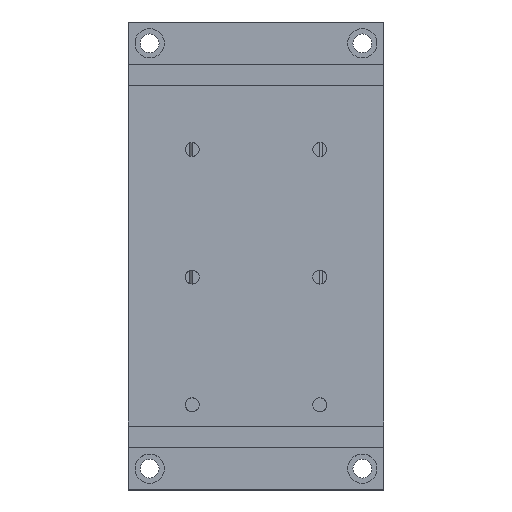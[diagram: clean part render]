
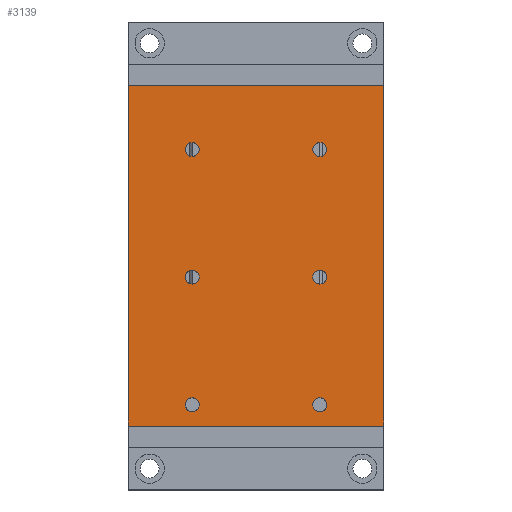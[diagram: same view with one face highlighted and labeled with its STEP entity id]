
A CAD part, top view. The second image highlights one B-rep face of the part: STEP entity #3139.
In plain terms, the highlighted planar face has unit normal (0, 0, 1).
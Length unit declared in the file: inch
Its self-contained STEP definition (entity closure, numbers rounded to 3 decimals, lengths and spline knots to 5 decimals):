
#1828=CARTESIAN_POINT('',(-0.668,-1.75,0.4125));
#1829=VERTEX_POINT('',#1828);
#1862=CARTESIAN_POINT('',(-0.832,-1.75,0.4125));
#1863=VERTEX_POINT('',#1862);
#1870=CARTESIAN_POINT('',(-0.75,-1.75,0.4125));
#1871=DIRECTION('',(0.0,0.0,-1.0));
#1872=DIRECTION('',(1.0,0.0,0.0));
#1873=AXIS2_PLACEMENT_3D('',#1870,#1871,#1872);
#1874=CIRCLE('',#1873,0.082);
#1875=EDGE_CURVE('',#1829,#1863,#1874,.T.);
#1908=CARTESIAN_POINT('',(0.832,1.25,0.4125));
#1909=VERTEX_POINT('',#1908);
#1934=CARTESIAN_POINT('',(0.668,1.25,0.4125));
#1935=VERTEX_POINT('',#1934);
#1942=CARTESIAN_POINT('',(0.75,1.25,0.4125));
#1943=DIRECTION('',(0.0,0.0,-1.0));
#1944=DIRECTION('',(1.0,0.0,0.0));
#1945=AXIS2_PLACEMENT_3D('',#1942,#1943,#1944);
#1946=CIRCLE('',#1945,0.082);
#1947=EDGE_CURVE('',#1909,#1935,#1946,.T.);
#1980=CARTESIAN_POINT('',(0.832,-1.75,0.4125));
#1981=VERTEX_POINT('',#1980);
#2006=CARTESIAN_POINT('',(0.668,-1.75,0.4125));
#2007=VERTEX_POINT('',#2006);
#2014=CARTESIAN_POINT('',(0.75,-1.75,0.4125));
#2015=DIRECTION('',(0.0,0.0,-1.0));
#2016=DIRECTION('',(1.0,0.0,0.0));
#2017=AXIS2_PLACEMENT_3D('',#2014,#2015,#2016);
#2018=CIRCLE('',#2017,0.082);
#2019=EDGE_CURVE('',#1981,#2007,#2018,.T.);
#2052=CARTESIAN_POINT('',(-0.668,-0.25,0.4125));
#2053=VERTEX_POINT('',#2052);
#2086=CARTESIAN_POINT('',(-0.832,-0.25,0.4125));
#2087=VERTEX_POINT('',#2086);
#2094=CARTESIAN_POINT('',(-0.75,-0.25,0.4125));
#2095=DIRECTION('',(0.0,0.0,-1.0));
#2096=DIRECTION('',(1.0,0.0,0.0));
#2097=AXIS2_PLACEMENT_3D('',#2094,#2095,#2096);
#2098=CIRCLE('',#2097,0.082);
#2099=EDGE_CURVE('',#2053,#2087,#2098,.T.);
#2132=CARTESIAN_POINT('',(0.832,-0.25,0.4125));
#2133=VERTEX_POINT('',#2132);
#2158=CARTESIAN_POINT('',(0.668,-0.25,0.4125));
#2159=VERTEX_POINT('',#2158);
#2166=CARTESIAN_POINT('',(0.75,-0.25,0.4125));
#2167=DIRECTION('',(0.0,0.0,-1.0));
#2168=DIRECTION('',(1.0,0.0,0.0));
#2169=AXIS2_PLACEMENT_3D('',#2166,#2167,#2168);
#2170=CIRCLE('',#2169,0.082);
#2171=EDGE_CURVE('',#2133,#2159,#2170,.T.);
#2204=CARTESIAN_POINT('',(-0.668,1.25,0.4125));
#2205=VERTEX_POINT('',#2204);
#2238=CARTESIAN_POINT('',(-0.832,1.25,0.4125));
#2239=VERTEX_POINT('',#2238);
#2246=CARTESIAN_POINT('',(-0.75,1.25,0.4125));
#2247=DIRECTION('',(0.0,0.0,-1.0));
#2248=DIRECTION('',(1.0,0.0,0.0));
#2249=AXIS2_PLACEMENT_3D('',#2246,#2247,#2248);
#2250=CIRCLE('',#2249,0.082);
#2251=EDGE_CURVE('',#2205,#2239,#2250,.T.);
#2283=CARTESIAN_POINT('',(-0.75,1.25,0.4125));
#2284=DIRECTION('',(0.0,0.0,-1.0));
#2285=DIRECTION('',(1.0,0.0,0.0));
#2286=AXIS2_PLACEMENT_3D('',#2283,#2284,#2285);
#2287=CIRCLE('',#2286,0.082);
#2288=EDGE_CURVE('',#2239,#2205,#2287,.T.);
#2369=CARTESIAN_POINT('',(0.75,-0.25,0.4125));
#2370=DIRECTION('',(0.0,0.0,-1.0));
#2371=DIRECTION('',(1.0,0.0,0.0));
#2372=AXIS2_PLACEMENT_3D('',#2369,#2370,#2371);
#2373=CIRCLE('',#2372,0.082);
#2374=EDGE_CURVE('',#2159,#2133,#2373,.T.);
#2415=CARTESIAN_POINT('',(-0.75,-0.25,0.4125));
#2416=DIRECTION('',(0.0,0.0,-1.0));
#2417=DIRECTION('',(1.0,0.0,0.0));
#2418=AXIS2_PLACEMENT_3D('',#2415,#2416,#2417);
#2419=CIRCLE('',#2418,0.082);
#2420=EDGE_CURVE('',#2087,#2053,#2419,.T.);
#2501=CARTESIAN_POINT('',(0.75,-1.75,0.4125));
#2502=DIRECTION('',(0.0,0.0,-1.0));
#2503=DIRECTION('',(1.0,0.0,0.0));
#2504=AXIS2_PLACEMENT_3D('',#2501,#2502,#2503);
#2505=CIRCLE('',#2504,0.082);
#2506=EDGE_CURVE('',#2007,#1981,#2505,.T.);
#2571=CARTESIAN_POINT('',(0.75,1.25,0.4125));
#2572=DIRECTION('',(0.0,0.0,-1.0));
#2573=DIRECTION('',(1.0,0.0,0.0));
#2574=AXIS2_PLACEMENT_3D('',#2571,#2572,#2573);
#2575=CIRCLE('',#2574,0.082);
#2576=EDGE_CURVE('',#1935,#1909,#2575,.T.);
#2814=CARTESIAN_POINT('',(-0.75,-1.75,0.4125));
#2815=DIRECTION('',(0.0,0.0,-1.0));
#2816=DIRECTION('',(1.0,0.0,0.0));
#2817=AXIS2_PLACEMENT_3D('',#2814,#2815,#2816);
#2818=CIRCLE('',#2817,0.082);
#2819=EDGE_CURVE('',#1863,#1829,#2818,.T.);
#3059=CARTESIAN_POINT('',(1.5,2.,0.4125));
#3060=VERTEX_POINT('',#3059);
#3067=CARTESIAN_POINT('',(1.5,-2.0,0.4125));
#3068=VERTEX_POINT('',#3067);
#3069=CARTESIAN_POINT('',(1.5,-2.0,0.4125));
#3070=DIRECTION('',(0.0,1.0,0.0));
#3071=VECTOR('',#3070,4.);
#3072=LINE('',#3069,#3071);
#3073=EDGE_CURVE('',#3068,#3060,#3072,.T.);
#3085=CARTESIAN_POINT('',(1.5,-2.0,0.4125));
#3086=DIRECTION('',(0.0,0.0,1.0));
#3087=DIRECTION('',(1.0,0.0,0.0));
#3088=AXIS2_PLACEMENT_3D('',#3085,#3086,#3087);
#3089=PLANE('',#3088);
#3090=CARTESIAN_POINT('',(-1.5,2.,0.4125));
#3091=VERTEX_POINT('',#3090);
#3092=CARTESIAN_POINT('',(1.5,2.,0.4125));
#3093=DIRECTION('',(-1.0,0.0,0.0));
#3094=VECTOR('',#3093,3.);
#3095=LINE('',#3092,#3094);
#3096=EDGE_CURVE('',#3060,#3091,#3095,.T.);
#3097=ORIENTED_EDGE('',*,*,#3096,.T.);
#3098=CARTESIAN_POINT('',(-1.5,-2.0,0.4125));
#3099=VERTEX_POINT('',#3098);
#3100=CARTESIAN_POINT('',(-1.5,-2.0,0.4125));
#3101=DIRECTION('',(0.0,1.0,0.0));
#3102=VECTOR('',#3101,4.);
#3103=LINE('',#3100,#3102);
#3104=EDGE_CURVE('',#3099,#3091,#3103,.T.);
#3105=ORIENTED_EDGE('',*,*,#3104,.F.);
#3106=CARTESIAN_POINT('',(-1.5,-2.0,0.4125));
#3107=DIRECTION('',(1.0,0.0,0.0));
#3108=VECTOR('',#3107,3.);
#3109=LINE('',#3106,#3108);
#3110=EDGE_CURVE('',#3099,#3068,#3109,.T.);
#3111=ORIENTED_EDGE('',*,*,#3110,.T.);
#3112=ORIENTED_EDGE('',*,*,#3073,.T.);
#3113=EDGE_LOOP('',(#3097,#3105,#3111,#3112));
#3114=FACE_OUTER_BOUND('',#3113,.T.);
#3115=ORIENTED_EDGE('',*,*,#2251,.T.);
#3116=ORIENTED_EDGE('',*,*,#2288,.T.);
#3117=EDGE_LOOP('',(#3115,#3116));
#3118=FACE_BOUND('',#3117,.T.);
#3119=ORIENTED_EDGE('',*,*,#2171,.T.);
#3120=ORIENTED_EDGE('',*,*,#2374,.T.);
#3121=EDGE_LOOP('',(#3119,#3120));
#3122=FACE_BOUND('',#3121,.T.);
#3123=ORIENTED_EDGE('',*,*,#2099,.T.);
#3124=ORIENTED_EDGE('',*,*,#2420,.T.);
#3125=EDGE_LOOP('',(#3123,#3124));
#3126=FACE_BOUND('',#3125,.T.);
#3127=ORIENTED_EDGE('',*,*,#2019,.T.);
#3128=ORIENTED_EDGE('',*,*,#2506,.T.);
#3129=EDGE_LOOP('',(#3127,#3128));
#3130=FACE_BOUND('',#3129,.T.);
#3131=ORIENTED_EDGE('',*,*,#1947,.T.);
#3132=ORIENTED_EDGE('',*,*,#2576,.T.);
#3133=EDGE_LOOP('',(#3131,#3132));
#3134=FACE_BOUND('',#3133,.T.);
#3135=ORIENTED_EDGE('',*,*,#1875,.T.);
#3136=ORIENTED_EDGE('',*,*,#2819,.T.);
#3137=EDGE_LOOP('',(#3135,#3136));
#3138=FACE_BOUND('',#3137,.T.);
#3139=ADVANCED_FACE('',(#3114,#3118,#3122,#3126,#3130,#3134,#3138),#3089,.T.);
